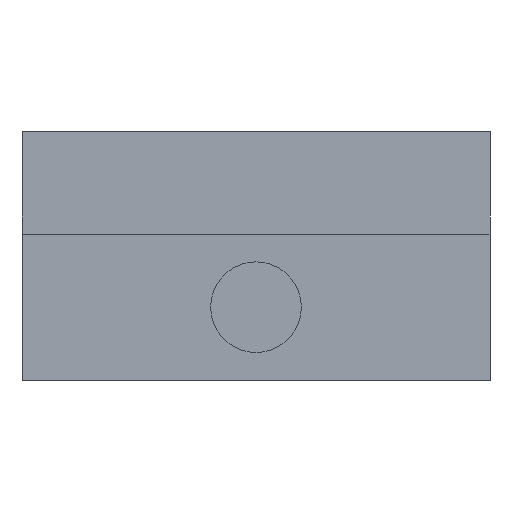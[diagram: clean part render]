
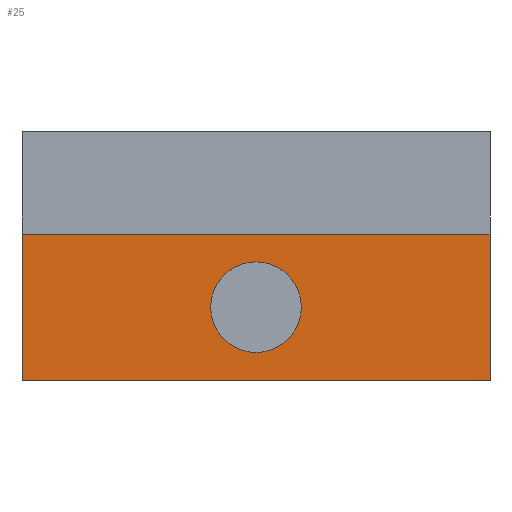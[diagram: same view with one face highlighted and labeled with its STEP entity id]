
A CAD part, front view. The second image highlights one B-rep face of the part: STEP entity #25.
In plain terms, the highlighted planar face has unit normal (0, -1, 0).
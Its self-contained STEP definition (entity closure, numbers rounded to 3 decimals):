
#14=FACE_BOUND('',#92,.T.);
#25=ADVANCED_FACE('',(#58,#14),#546,.T.);
#58=FACE_OUTER_BOUND('',#91,.T.);
#91=EDGE_LOOP('',(#145,#146,#147,#148));
#92=EDGE_LOOP('',(#149,#150));
#145=ORIENTED_EDGE('',*,*,#301,.T.);
#146=ORIENTED_EDGE('',*,*,#300,.F.);
#147=ORIENTED_EDGE('',*,*,#299,.F.);
#148=ORIENTED_EDGE('',*,*,#302,.F.);
#149=ORIENTED_EDGE('',*,*,#377,.F.);
#150=ORIENTED_EDGE('',*,*,#330,.F.);
#299=EDGE_CURVE('',#487,#486,#426,.T.);
#300=EDGE_CURVE('',#486,#488,#427,.T.);
#301=EDGE_CURVE('',#489,#488,#428,.T.);
#302=EDGE_CURVE('',#489,#487,#429,.T.);
#330=EDGE_CURVE('',#503,#533,#395,.T.);
#377=EDGE_CURVE('',#533,#503,#402,.T.);
#395=TRIMMED_CURVE($,#411,(#947),(#948),.T.,.CARTESIAN.);
#402=TRIMMED_CURVE($,#420,(#1046),(#1047),.T.,.CARTESIAN.);
#411=CIRCLE('',#696,1.55);
#420=CIRCLE('',#705,1.55);
#426=B_SPLINE_CURVE_WITH_KNOTS('',1,(#877,#878),.UNSPECIFIED.,.F.,.F.,(2,
2),(25.,41.),.UNSPECIFIED.);
#427=B_SPLINE_CURVE_WITH_KNOTS('',1,(#879,#880),.UNSPECIFIED.,.F.,.F.,(2,
2),(16.,21.),.UNSPECIFIED.);
#428=B_SPLINE_CURVE_WITH_KNOTS('',1,(#881,#882),.UNSPECIFIED.,.F.,.F.,(2,
2),(25.,41.),.UNSPECIFIED.);
#429=B_SPLINE_CURVE_WITH_KNOTS('',1,(#883,#884),.UNSPECIFIED.,.F.,.F.,(2,
2),(37.,42.),.UNSPECIFIED.);
#486=VERTEX_POINT('',#820);
#487=VERTEX_POINT('',#821);
#488=VERTEX_POINT('',#822);
#489=VERTEX_POINT('',#823);
#503=VERTEX_POINT('',#837);
#533=VERTEX_POINT('',#867);
#546=PLANE('',#661);
#661=AXIS2_PLACEMENT_3D('',#787,#715,$);
#696=AXIS2_PLACEMENT_3D($,#946,#757,#758);
#705=AXIS2_PLACEMENT_3D($,#1045,#775,#776);
#715=DIRECTION('',(0.,-1.,0.));
#757=DIRECTION('',(0.,-1.,0.));
#758=DIRECTION('',(1.,0.,0.));
#775=DIRECTION('',(0.,-1.,0.));
#776=DIRECTION('',(-1.,0.,0.));
#787=CARTESIAN_POINT('',(-8.,-47.02,0.));
#820=CARTESIAN_POINT('',(8.,-47.02,5.));
#821=CARTESIAN_POINT('',(-8.,-47.02,5.));
#822=CARTESIAN_POINT('',(8.,-47.02,0.));
#823=CARTESIAN_POINT('',(-8.,-47.02,0.));
#837=CARTESIAN_POINT('',(1.55,-47.02,2.5));
#867=CARTESIAN_POINT('',(-1.55,-47.02,2.5));
#877=CARTESIAN_POINT('',(-8.,-47.02,5.));
#878=CARTESIAN_POINT('',(8.,-47.02,5.));
#879=CARTESIAN_POINT('',(8.,-47.02,5.));
#880=CARTESIAN_POINT('',(8.,-47.02,0.));
#881=CARTESIAN_POINT('',(-8.,-47.02,0.));
#882=CARTESIAN_POINT('',(8.,-47.02,0.));
#883=CARTESIAN_POINT('',(-8.,-47.02,0.));
#884=CARTESIAN_POINT('',(-8.,-47.02,5.));
#946=CARTESIAN_POINT('',(0.,-47.02,2.5));
#947=CARTESIAN_POINT('',(1.55,-47.02,2.5));
#948=CARTESIAN_POINT('',(-1.55,-47.02,2.5));
#1045=CARTESIAN_POINT('',(0.,-47.02,2.5));
#1046=CARTESIAN_POINT('',(-1.55,-47.02,2.5));
#1047=CARTESIAN_POINT('',(1.55,-47.02,2.5));
